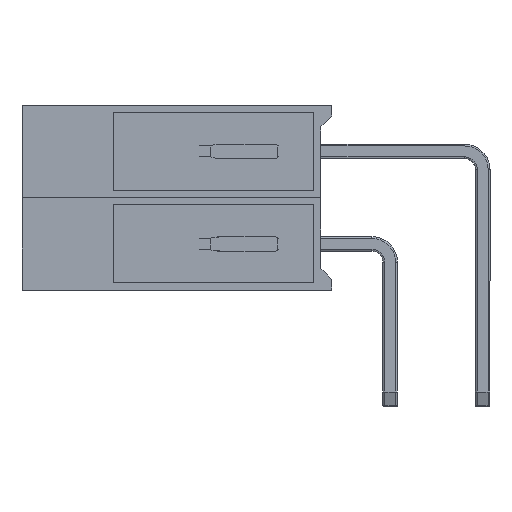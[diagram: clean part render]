
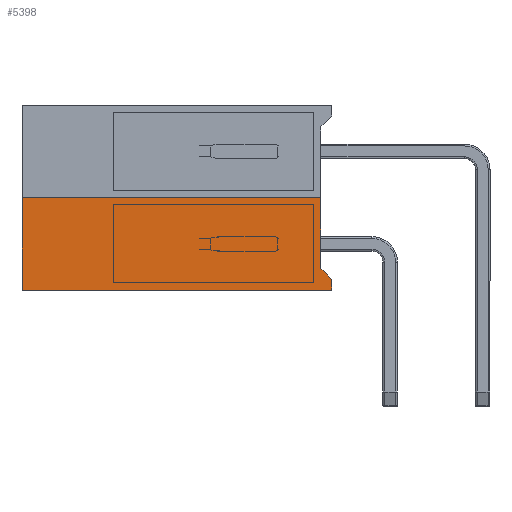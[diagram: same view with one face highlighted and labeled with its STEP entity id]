
A CAD part, left-side view. The second image highlights one B-rep face of the part: STEP entity #5398.
In plain terms, the highlighted planar face has unit normal (-1, 0, 0).
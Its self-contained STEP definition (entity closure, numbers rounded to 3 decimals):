
#363=PLANE('',#5977);
#614=FACE_OUTER_BOUND('',#941,.T.);
#941=EDGE_LOOP('',(#4119,#4120,#4121,#4122,#4123,#4124));
#1303=LINE('',#9031,#1687);
#1307=LINE('',#9038,#1691);
#1318=LINE('',#9062,#1702);
#1321=LINE('',#9068,#1705);
#1322=LINE('',#9070,#1706);
#1323=LINE('',#9071,#1707);
#1687=VECTOR('',#7244,10.);
#1691=VECTOR('',#7250,10.);
#1702=VECTOR('',#7273,10.);
#1705=VECTOR('',#7278,10.);
#1706=VECTOR('',#7279,10.);
#1707=VECTOR('',#7280,10.);
#2391=VERTEX_POINT('',#9028);
#2392=VERTEX_POINT('',#9030);
#2394=VERTEX_POINT('',#9036);
#2401=VERTEX_POINT('',#9061);
#2403=VERTEX_POINT('',#9067);
#2404=VERTEX_POINT('',#9069);
#2975=EDGE_CURVE('',#2391,#2392,#1303,.T.);
#2979=EDGE_CURVE('',#2391,#2394,#1307,.T.);
#2992=EDGE_CURVE('',#2401,#2392,#1318,.T.);
#2995=EDGE_CURVE('',#2394,#2403,#1321,.T.);
#2996=EDGE_CURVE('',#2404,#2403,#1322,.T.);
#2997=EDGE_CURVE('',#2401,#2404,#1323,.T.);
#4119=ORIENTED_EDGE('',*,*,#2979,.T.);
#4120=ORIENTED_EDGE('',*,*,#2995,.T.);
#4121=ORIENTED_EDGE('',*,*,#2996,.F.);
#4122=ORIENTED_EDGE('',*,*,#2997,.F.);
#4123=ORIENTED_EDGE('',*,*,#2992,.T.);
#4124=ORIENTED_EDGE('',*,*,#2975,.F.);
#5398=ADVANCED_FACE('',(#614),#363,.T.);
#5977=AXIS2_PLACEMENT_3D('',#9066,#7276,#7277);
#7244=DIRECTION('',(0.,-0.707,-0.707));
#7250=DIRECTION('',(0.,0.,1.));
#7273=DIRECTION('',(0.,0.,1.));
#7276=DIRECTION('center_axis',(-1.,0.,0.));
#7277=DIRECTION('ref_axis',(0.,0.,
1.));
#7278=DIRECTION('',(0.,1.,0.));
#7279=DIRECTION('',(0.,0.,1.));
#7280=DIRECTION('',(0.,1.,0.));
#9028=CARTESIAN_POINT('',(-1.27,1.9,0.6));
#9030=CARTESIAN_POINT('',(-1.27,1.6,0.3));
#9031=CARTESIAN_POINT('',(-1.27,1.6,0.3));
#9036=CARTESIAN_POINT('',(-1.27,1.9,2.54));
#9038=CARTESIAN_POINT('',(-1.27,1.9,0.635));
#9061=CARTESIAN_POINT('',(-1.27,1.6,0.));
#9062=CARTESIAN_POINT('',(-1.27,1.6,0.));
#9066=CARTESIAN_POINT('Origin',(-1.27,1.6,0.));
#9067=CARTESIAN_POINT('',(-1.27,10.1,2.54));
#9068=CARTESIAN_POINT('',(-1.27,1.6,2.54));
#9069=CARTESIAN_POINT('',(-1.27,10.1,0.));
#9070=CARTESIAN_POINT('',(-1.27,10.1,0.));
#9071=CARTESIAN_POINT('',(-1.27,1.6,0.));
